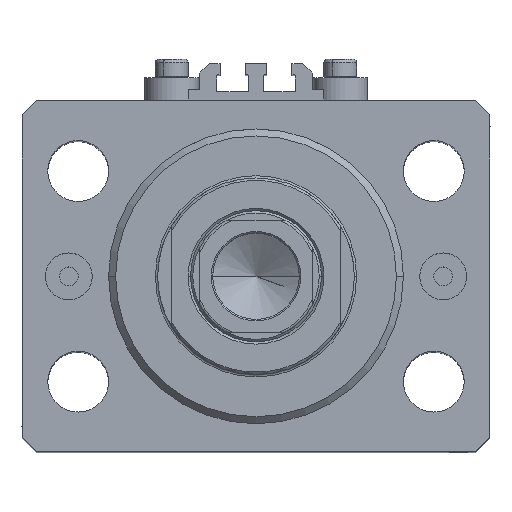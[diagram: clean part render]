
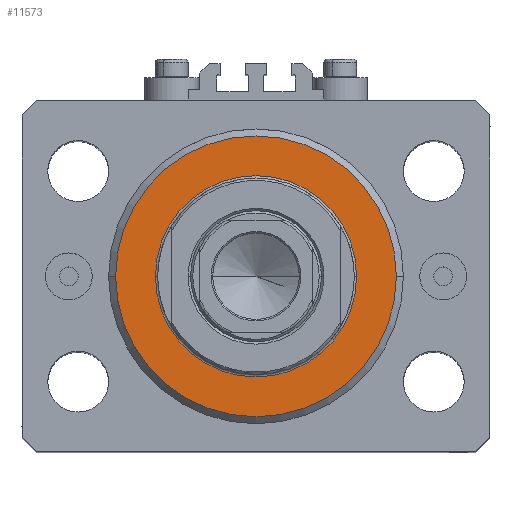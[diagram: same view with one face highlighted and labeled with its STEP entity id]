
A CAD part, top view. The second image highlights one B-rep face of the part: STEP entity #11573.
In plain terms, the highlighted face is planar.
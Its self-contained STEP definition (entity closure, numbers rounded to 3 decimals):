
#2267 = DIRECTION ( 'NONE',  ( 1., 0., 0. ) ) ;
#2733 = EDGE_LOOP ( 'NONE', ( #45602, #28823 ) ) ;
#3643 = CARTESIAN_POINT ( 'NONE',  ( 30., 0., 0. ) ) ;
#3693 = AXIS2_PLACEMENT_3D ( 'NONE', #31601, #28256, #24691 ) ;
#6094 = EDGE_CURVE ( 'NONE', #22440, #20751, #15487, .T. ) ;
#6500 = ORIENTED_EDGE ( 'NONE', *, *, #42163, .T. ) ;
#7647 = DIRECTION ( 'NONE',  ( 0., 0., -1. ) ) ;
#7773 = CIRCLE ( 'NONE', #23805, 30. ) ;
#9322 = DIRECTION ( 'NONE',  ( 0., 0., -1. ) ) ;
#11573 = ADVANCED_FACE ( 'NONE', ( #21122, #14161 ), #43032, .F. ) ;
#12290 = VERTEX_POINT ( 'NONE', #13529 ) ;
#12889 = DIRECTION ( 'NONE',  ( 1., 0., 0. ) ) ;
#13529 = CARTESIAN_POINT ( 'NONE',  ( -21.5, 0., 0. ) ) ;
#14161 = FACE_OUTER_BOUND ( 'NONE', #2733, .T. ) ;
#15006 = AXIS2_PLACEMENT_3D ( 'NONE', #27835, #31639, #30060 ) ;
#15487 = CIRCLE ( 'NONE', #29965, 30. ) ;
#18212 = CARTESIAN_POINT ( 'NONE',  ( 21.5, 0., 0. ) ) ;
#20751 = VERTEX_POINT ( 'NONE', #25013 ) ;
#21122 = FACE_BOUND ( 'NONE', #40295, .T. ) ;
#22440 = VERTEX_POINT ( 'NONE', #3643 ) ;
#23203 = EDGE_CURVE ( 'NONE', #20751, #22440, #7773, .T. ) ;
#23805 = AXIS2_PLACEMENT_3D ( 'NONE', #32241, #7647, #39625 ) ;
#24691 = DIRECTION ( 'NONE',  ( 1., 0., 0. ) ) ;
#25013 = CARTESIAN_POINT ( 'NONE',  ( -30., 0., 0. ) ) ;
#27835 = CARTESIAN_POINT ( 'NONE',  ( 0., 0., 0. ) ) ;
#28256 = DIRECTION ( 'NONE',  ( 0., 0., 1. ) ) ;
#28823 = ORIENTED_EDGE ( 'NONE', *, *, #23203, .T. ) ;
#29479 = CIRCLE ( 'NONE', #33406, 21.5 ) ;
#29965 = AXIS2_PLACEMENT_3D ( 'NONE', #35782, #9322, #12889 ) ;
#30060 = DIRECTION ( 'NONE',  ( 1., 0., 0. ) ) ;
#31601 = CARTESIAN_POINT ( 'NONE',  ( 0., 0., 0. ) ) ;
#31639 = DIRECTION ( 'NONE',  ( 0., 0., 1. ) ) ;
#31809 = CIRCLE ( 'NONE', #15006, 21.5 ) ;
#32241 = CARTESIAN_POINT ( 'NONE',  ( 0., 0., 0. ) ) ;
#33406 = AXIS2_PLACEMENT_3D ( 'NONE', #45720, #34974, #2267 ) ;
#34974 = DIRECTION ( 'NONE',  ( 0., 0., 1. ) ) ;
#35782 = CARTESIAN_POINT ( 'NONE',  ( 0., 0., 0. ) ) ;
#39625 = DIRECTION ( 'NONE',  ( 1., 0., 0. ) ) ;
#40257 = ORIENTED_EDGE ( 'NONE', *, *, #44803, .T. ) ;
#40295 = EDGE_LOOP ( 'NONE', ( #6500, #40257 ) ) ;
#42163 = EDGE_CURVE ( 'NONE', #42623, #12290, #31809, .T. ) ;
#42623 = VERTEX_POINT ( 'NONE', #18212 ) ;
#43032 = PLANE ( 'NONE',  #3693 ) ;
#44803 = EDGE_CURVE ( 'NONE', #12290, #42623, #29479, .T. ) ;
#45602 = ORIENTED_EDGE ( 'NONE', *, *, #6094, .T. ) ;
#45720 = CARTESIAN_POINT ( 'NONE',  ( 0., 0., 0. ) ) ;
